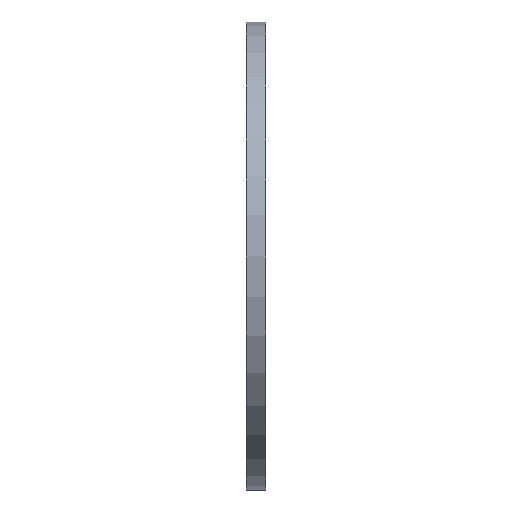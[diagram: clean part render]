
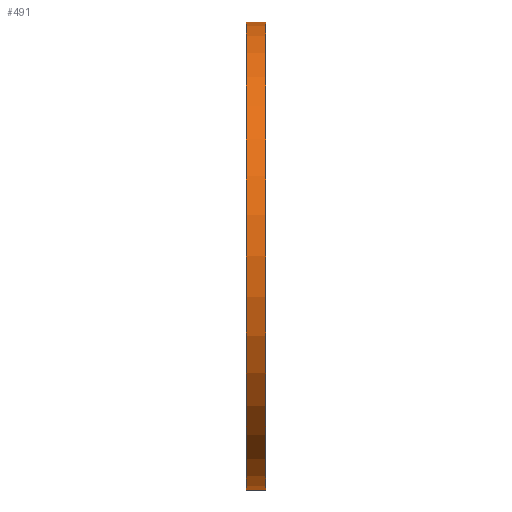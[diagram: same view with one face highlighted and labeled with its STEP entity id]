
A CAD part, left-side view. The second image highlights one B-rep face of the part: STEP entity #491.
In plain terms, the highlighted cylindrical face has radius 6 mm (diameter 12 mm), a partial arc.
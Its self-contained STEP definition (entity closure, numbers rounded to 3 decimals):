
#3 = VECTOR ( 'NONE', #527, 1000. ) ;
#46 = EDGE_CURVE ( 'NONE', #538, #274, #705, .T. ) ;
#66 = EDGE_CURVE ( 'NONE', #274, #459, #111, .T. ) ;
#86 = DIRECTION ( 'NONE',  ( 0., 0., -1. ) ) ;
#101 = FACE_OUTER_BOUND ( 'NONE', #399, .T. ) ;
#103 = AXIS2_PLACEMENT_3D ( 'NONE', #390, #330, #501 ) ;
#111 = LINE ( 'NONE', #651, #282 ) ;
#153 = VERTEX_POINT ( 'NONE', #370 ) ;
#155 = DIRECTION ( 'NONE',  ( 0., -1., 0. ) ) ;
#173 = EDGE_CURVE ( 'NONE', #153, #459, #492, .T. ) ;
#195 = ORIENTED_EDGE ( 'NONE', *, *, #46, .T. ) ;
#210 = CARTESIAN_POINT ( 'NONE',  ( 0., 0., 0. ) ) ;
#240 = ORIENTED_EDGE ( 'NONE', *, *, #66, .T. ) ;
#259 = DIRECTION ( 'NONE',  ( 0., -1., 0. ) ) ;
#274 = VERTEX_POINT ( 'NONE', #673 ) ;
#282 = VECTOR ( 'NONE', #333, 1000. ) ;
#302 = AXIS2_PLACEMENT_3D ( 'NONE', #641, #259, #86 ) ;
#330 = DIRECTION ( 'NONE',  ( 0., -1., 0. ) ) ;
#333 = DIRECTION ( 'NONE',  ( 0., -1., 0. ) ) ;
#338 = CARTESIAN_POINT ( 'NONE',  ( 0., 0.5, 6. ) ) ;
#348 = AXIS2_PLACEMENT_3D ( 'NONE', #210, #155, #548 ) ;
#370 = CARTESIAN_POINT ( 'NONE',  ( 0., 0., 6. ) ) ;
#390 = CARTESIAN_POINT ( 'NONE',  ( 0., 0.5, 0. ) ) ;
#399 = EDGE_LOOP ( 'NONE', ( #415, #195, #240, #493 ) ) ;
#415 = ORIENTED_EDGE ( 'NONE', *, *, #573, .F. ) ;
#453 = CARTESIAN_POINT ( 'NONE',  ( 0., 0., -6. ) ) ;
#459 = VERTEX_POINT ( 'NONE', #453 ) ;
#482 = CYLINDRICAL_SURFACE ( 'NONE', #348, 6. ) ;
#491 = ADVANCED_FACE ( 'NONE', ( #101 ), #482, .T. ) ;
#492 = CIRCLE ( 'NONE', #302, 6. ) ;
#493 = ORIENTED_EDGE ( 'NONE', *, *, #173, .F. ) ;
#501 = DIRECTION ( 'NONE',  ( 0., 0., -1. ) ) ;
#527 = DIRECTION ( 'NONE',  ( 0., -1., 0. ) ) ;
#538 = VERTEX_POINT ( 'NONE', #338 ) ;
#545 = CARTESIAN_POINT ( 'NONE',  ( 0., 0., 6. ) ) ;
#548 = DIRECTION ( 'NONE',  ( 0., 0., -1. ) ) ;
#573 = EDGE_CURVE ( 'NONE', #538, #153, #607, .T. ) ;
#607 = LINE ( 'NONE', #545, #3 ) ;
#641 = CARTESIAN_POINT ( 'NONE',  ( 0., 0., 0. ) ) ;
#651 = CARTESIAN_POINT ( 'NONE',  ( 0., 0., -6. ) ) ;
#673 = CARTESIAN_POINT ( 'NONE',  ( 0., 0.5, -6. ) ) ;
#705 = CIRCLE ( 'NONE', #103, 6. ) ;
